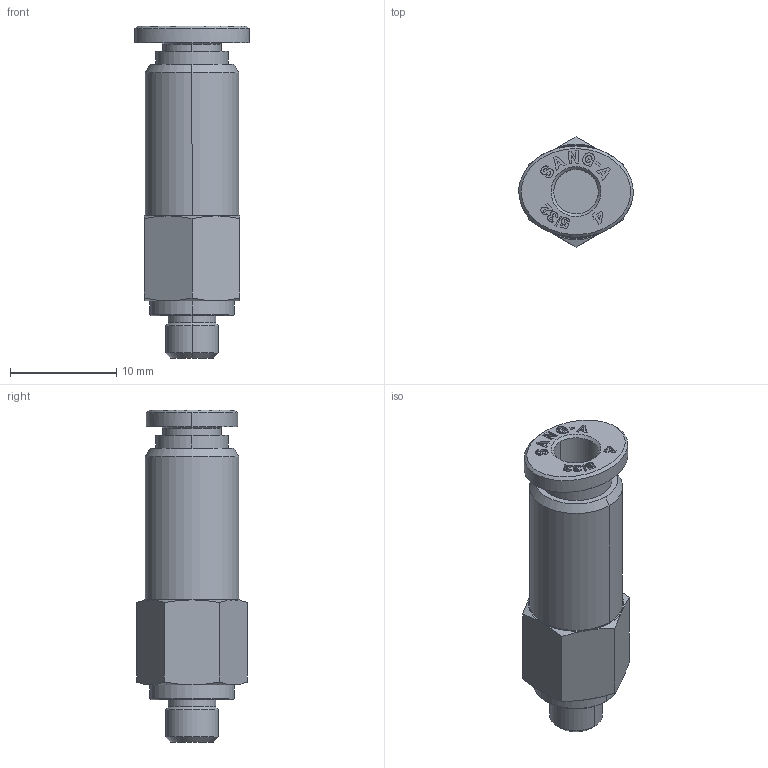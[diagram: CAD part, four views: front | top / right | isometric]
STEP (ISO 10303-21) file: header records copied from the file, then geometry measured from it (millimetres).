
FILE_DESCRIPTION((''),'2;1');
FILE_NAME('GPCVC 04M5.stp','2017-07-11T14:08:20',(''),(''),'Mechanical Desktop 2009','Mechanical Desktop 2009',', , ');
FILE_SCHEMA(('CONFIG_CONTROL_DESIGN'));
Length unit declared in the file: millimetre
Products named in the file (2): GPCVC 04M5; ºÎÇ°1
Assembly tree (1 placements, depth 2):
  GPCVC 04M5
    ºÎÇ°1
Bounding box: 10.8 x 10.39 x 31.3 mm (x, y, z)
Volume: 1533.8 mm3; surface area: 1264.2 mm2
Topology: 1 solids, 1 shells, 410 faces, 1135 edges, 749 vertices
Faces by surface type: plane 342, bspline 24, cone 22, cylinder 22
Entity records: 13665 total; most frequent: CARTESIAN_POINT 3153, ORIENTED_EDGE 2270, DIRECTION 1986, EDGE_CURVE 1135, VECTOR 994, LINE 994, VERTEX_POINT 749, AXIS2_PLACEMENT_3D 496
